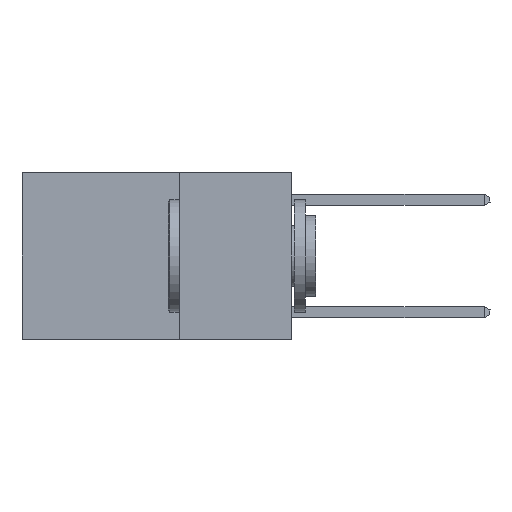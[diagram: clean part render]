
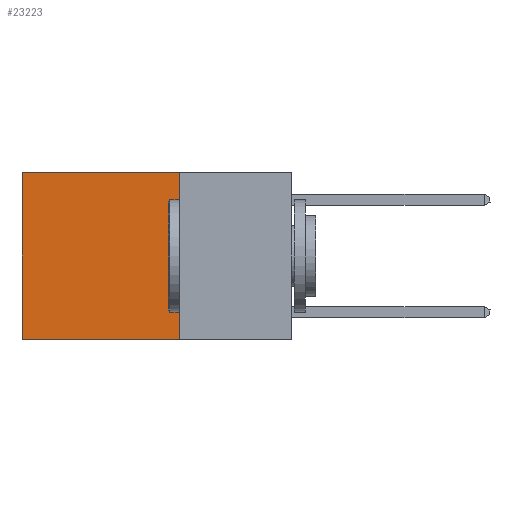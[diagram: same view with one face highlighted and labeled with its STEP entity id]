
A CAD part, left-side view. The second image highlights one B-rep face of the part: STEP entity #23223.
In plain terms, the highlighted planar face has unit normal (-1, 0, 0).
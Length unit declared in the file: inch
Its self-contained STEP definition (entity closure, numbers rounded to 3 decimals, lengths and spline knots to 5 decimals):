
#297 = EDGE_CURVE ( 'NONE', #9227, #20158, #5280, .T. ) ;
#810 = DIRECTION ( 'NONE',  ( 0., 1., 0. ) ) ;
#966 = ORIENTED_EDGE ( 'NONE', *, *, #2522, .T. ) ;
#2050 = CARTESIAN_POINT ( 'NONE',  ( 0.2625, 0.25, -0.37 ) ) ;
#2198 = LINE ( 'NONE', #8541, #22087 ) ;
#2266 = DIRECTION ( 'NONE',  ( 0., 0., -1. ) ) ;
#2522 = EDGE_CURVE ( 'NONE', #24458, #14949, #20700, .T. ) ;
#3030 = ORIENTED_EDGE ( 'NONE', *, *, #9219, .T. ) ;
#3586 = ORIENTED_EDGE ( 'NONE', *, *, #20277, .F. ) ;
#4385 = VECTOR ( 'NONE', #810, 39.37008 ) ;
#4402 = EDGE_LOOP ( 'NONE', ( #3030, #18469, #3586, #966 ) ) ;
#4425 = CARTESIAN_POINT ( 'NONE',  ( 0.2625, 0.25, 0. ) ) ;
#5280 = LINE ( 'NONE', #18287, #4385 ) ;
#5338 = CARTESIAN_POINT ( 'NONE',  ( 0.2625, 0.25, 0. ) ) ;
#7813 = DIRECTION ( 'NONE',  ( 0., 1., 0. ) ) ;
#8099 = CARTESIAN_POINT ( 'NONE',  ( 0.2625, 0.6, 0. ) ) ;
#8541 = CARTESIAN_POINT ( 'NONE',  ( 0.2625, 0.6, 0. ) ) ;
#8761 = FACE_OUTER_BOUND ( 'NONE', #4402, .T. ) ;
#9108 = VECTOR ( 'NONE', #7813, 39.37008 ) ;
#9219 = EDGE_CURVE ( 'NONE', #14949, #20158, #2198, .T. ) ;
#9227 = VERTEX_POINT ( 'NONE', #2050 ) ;
#12983 = AXIS2_PLACEMENT_3D ( 'NONE', #4425, #19756, #2266 ) ;
#13758 = VECTOR ( 'NONE', #28315, 39.37008 ) ;
#14949 = VERTEX_POINT ( 'NONE', #8099 ) ;
#18287 = CARTESIAN_POINT ( 'NONE',  ( 0.2625, 0.25, -0.37 ) ) ;
#18469 = ORIENTED_EDGE ( 'NONE', *, *, #297, .F. ) ;
#18634 = CARTESIAN_POINT ( 'NONE',  ( 0.2625, 0.25, 0. ) ) ;
#19239 = DIRECTION ( 'NONE',  ( 0., 0., -1. ) ) ;
#19527 = CARTESIAN_POINT ( 'NONE',  ( 0.2625, 0.25, 0. ) ) ;
#19756 = DIRECTION ( 'NONE',  ( 1., 0., 0. ) ) ;
#20158 = VERTEX_POINT ( 'NONE', #25450 ) ;
#20277 = EDGE_CURVE ( 'NONE', #24458, #9227, #26456, .T. ) ;
#20700 = LINE ( 'NONE', #18634, #9108 ) ;
#22072 = PLANE ( 'NONE',  #12983 ) ;
#22087 = VECTOR ( 'NONE', #19239, 39.37008 ) ;
#23223 = ADVANCED_FACE ( 'NONE', ( #8761 ), #22072, .F. ) ;
#24458 = VERTEX_POINT ( 'NONE', #5338 ) ;
#25450 = CARTESIAN_POINT ( 'NONE',  ( 0.2625, 0.6, -0.37 ) ) ;
#26456 = LINE ( 'NONE', #19527, #13758 ) ;
#28315 = DIRECTION ( 'NONE',  ( 0., 0., -1. ) ) ;
